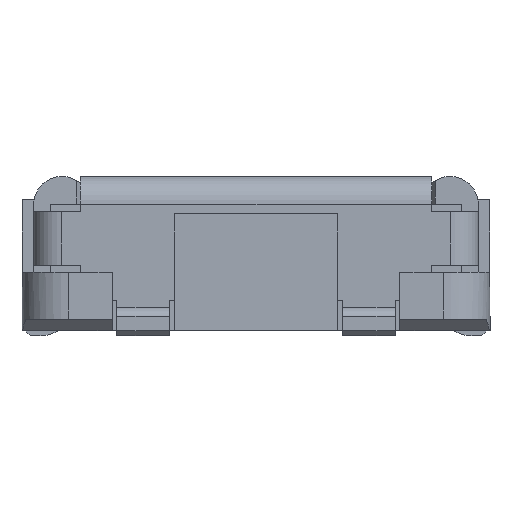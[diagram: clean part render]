
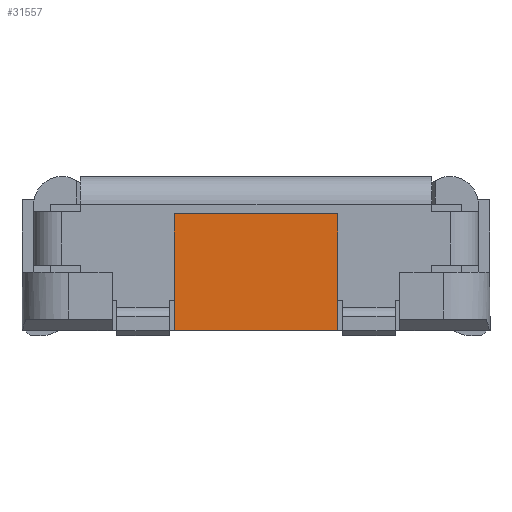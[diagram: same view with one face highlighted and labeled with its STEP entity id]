
A CAD part, left-side view. The second image highlights one B-rep face of the part: STEP entity #31557.
In plain terms, the highlighted planar face has unit normal (-1, 0, 0).
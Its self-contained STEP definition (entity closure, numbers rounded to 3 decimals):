
#430 = EDGE_CURVE ( 'NONE', #37851, #44455, #20558, .T. ) ;
#1029 = LINE ( 'NONE', #16985, #50461 ) ;
#2468 = ORIENTED_EDGE ( 'NONE', *, *, #49447, .F. ) ;
#4159 = VECTOR ( 'NONE', #24193, 1000. ) ;
#5741 = ORIENTED_EDGE ( 'NONE', *, *, #38256, .F. ) ;
#7631 = AXIS2_PLACEMENT_3D ( 'NONE', #41062, #14214, #25536 ) ;
#11466 = CARTESIAN_POINT ( 'NONE',  ( -3.325, -0.35, 0. ) ) ;
#13523 = EDGE_LOOP ( 'NONE', ( #25104, #46821, #5741, #2468 ) ) ;
#14214 = DIRECTION ( 'NONE',  ( -1., 0., 0. ) ) ;
#16985 = CARTESIAN_POINT ( 'NONE',  ( -3.325, -0.35, 0.5 ) ) ;
#18135 = VECTOR ( 'NONE', #43980, 1000. ) ;
#20558 = LINE ( 'NONE', #48205, #4159 ) ;
#24193 = DIRECTION ( 'NONE',  ( 0., 1., 0. ) ) ;
#25104 = ORIENTED_EDGE ( 'NONE', *, *, #430, .T. ) ;
#25536 = DIRECTION ( 'NONE',  ( 0., 1., 0. ) ) ;
#29364 = DIRECTION ( 'NONE',  ( 0., 1., 0. ) ) ;
#31557 = ADVANCED_FACE ( 'NONE', ( #32782 ), #37943, .T. ) ;
#32782 = FACE_OUTER_BOUND ( 'NONE', #13523, .T. ) ;
#33281 = LINE ( 'NONE', #41556, #48233 ) ;
#35574 = EDGE_CURVE ( 'NONE', #44455, #38786, #49166, .T. ) ;
#36181 = CARTESIAN_POINT ( 'NONE',  ( -3.325, 0.35, 0. ) ) ;
#36375 = DIRECTION ( 'NONE',  ( 0., 0., -1. ) ) ;
#36734 = CARTESIAN_POINT ( 'NONE',  ( -3.325, 0.35, 0.5 ) ) ;
#37851 = VERTEX_POINT ( 'NONE', #45207 ) ;
#37943 = PLANE ( 'NONE',  #7631 ) ;
#38256 = EDGE_CURVE ( 'NONE', #40636, #38786, #33281, .T. ) ;
#38502 = CARTESIAN_POINT ( 'NONE',  ( -3.325, 0.35, 0.5 ) ) ;
#38786 = VERTEX_POINT ( 'NONE', #36181 ) ;
#40636 = VERTEX_POINT ( 'NONE', #11466 ) ;
#41062 = CARTESIAN_POINT ( 'NONE',  ( -3.325, -1., 0. ) ) ;
#41556 = CARTESIAN_POINT ( 'NONE',  ( -3.325, -0.35, 0. ) ) ;
#43980 = DIRECTION ( 'NONE',  ( 0., 0., -1. ) ) ;
#44455 = VERTEX_POINT ( 'NONE', #38502 ) ;
#45207 = CARTESIAN_POINT ( 'NONE',  ( -3.325, -0.35, 0.5 ) ) ;
#46821 = ORIENTED_EDGE ( 'NONE', *, *, #35574, .T. ) ;
#48205 = CARTESIAN_POINT ( 'NONE',  ( -3.325, -0.35, 0.5 ) ) ;
#48233 = VECTOR ( 'NONE', #29364, 1000. ) ;
#49166 = LINE ( 'NONE', #36734, #18135 ) ;
#49447 = EDGE_CURVE ( 'NONE', #37851, #40636, #1029, .T. ) ;
#50461 = VECTOR ( 'NONE', #36375, 1000. ) ;
